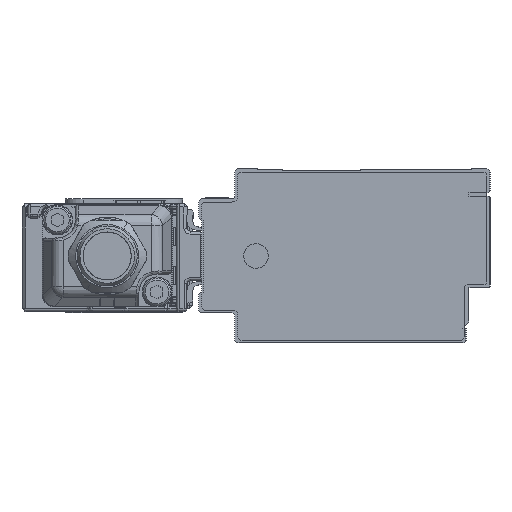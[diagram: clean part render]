
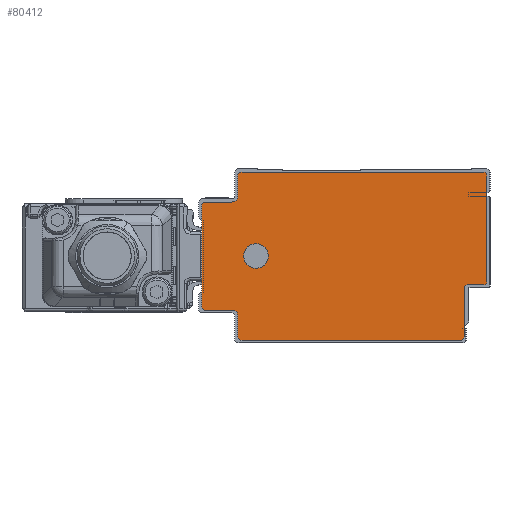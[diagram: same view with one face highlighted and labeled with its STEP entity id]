
A CAD part, left-side view. The second image highlights one B-rep face of the part: STEP entity #80412.
In plain terms, the highlighted planar face has unit normal (-1, 0, 0).
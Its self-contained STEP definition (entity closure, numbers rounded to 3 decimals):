
#78519=AXIS2_PLACEMENT_3D('Circle Axis2P3D',#78517,#78518,$) ;
#78557=AXIS2_PLACEMENT_3D('Circle Axis2P3D',#78555,#78556,$) ;
#78595=AXIS2_PLACEMENT_3D('Circle Axis2P3D',#78593,#78594,$) ;
#78633=AXIS2_PLACEMENT_3D('Circle Axis2P3D',#78631,#78632,$) ;
#80282=AXIS2_PLACEMENT_3D('Circle Axis2P3D',#80280,#80281,$) ;
#80302=AXIS2_PLACEMENT_3D('Plane Axis2P3D',#80299,#80300,#80301) ;
#80306=AXIS2_PLACEMENT_3D('Circle Axis2P3D',#80304,#80305,$) ;
#80320=AXIS2_PLACEMENT_3D('Circle Axis2P3D',#80318,#80319,$) ;
#80334=AXIS2_PLACEMENT_3D('Circle Axis2P3D',#80332,#80333,$) ;
#80348=AXIS2_PLACEMENT_3D('Circle Axis2P3D',#80346,#80347,$) ;
#80362=AXIS2_PLACEMENT_3D('Circle Axis2P3D',#80360,#80361,$) ;
#80396=AXIS2_PLACEMENT_3D('Circle Axis2P3D',#80394,#80395,$) ;
#80405=AXIS2_PLACEMENT_3D('Circle Axis2P3D',#80403,#80404,$) ;
#78475=CARTESIAN_POINT('Line Origine',(-1675.5,-3.5,19.1)) ;
#78479=CARTESIAN_POINT('Vertex',(-1675.5,-3.5,28.)) ;
#78481=CARTESIAN_POINT('Vertex',(-1675.5,-3.5,10.2)) ;
#78517=CARTESIAN_POINT('Axis2P3D Location',(-1675.5,-3.,28.)) ;
#78521=CARTESIAN_POINT('Vertex',(-1675.5,-3.,28.5)) ;
#78536=CARTESIAN_POINT('Line Origine',(-1675.5,17.25,28.5)) ;
#78540=CARTESIAN_POINT('Vertex',(-1675.5,37.5,28.5)) ;
#78555=CARTESIAN_POINT('Axis2P3D Location',(-1675.5,37.5,28.)) ;
#78559=CARTESIAN_POINT('Vertex',(-1675.5,38.,28.)) ;
#78574=CARTESIAN_POINT('Line Origine',(-1675.5,38.,26.25)) ;
#78578=CARTESIAN_POINT('Vertex',(-1675.5,38.,24.5)) ;
#78593=CARTESIAN_POINT('Axis2P3D Location',(-1675.5,39.,24.5)) ;
#78597=CARTESIAN_POINT('Vertex',(-1675.5,39.,23.5)) ;
#78612=CARTESIAN_POINT('Line Origine',(-1675.5,41.25,23.5)) ;
#78616=CARTESIAN_POINT('Vertex',(-1675.5,43.5,23.5)) ;
#78631=CARTESIAN_POINT('Axis2P3D Location',(-1675.5,43.5,23.)) ;
#78635=CARTESIAN_POINT('Vertex',(-1675.5,44.,23.)) ;
#78650=CARTESIAN_POINT('Line Origine',(-1675.5,44.,14.5)) ;
#78654=CARTESIAN_POINT('Vertex',(-1675.5,44.,6.)) ;
#80280=CARTESIAN_POINT('Axis2P3D Location',(-1675.5,-3.,10.2)) ;
#80284=CARTESIAN_POINT('Vertex',(-1675.5,-3.,9.7)) ;
#80299=CARTESIAN_POINT('Axis2P3D Location',(-1675.5,0.,0.)) ;
#80304=CARTESIAN_POINT('Axis2P3D Location',(-1675.5,43.5,6.)) ;
#80308=CARTESIAN_POINT('Vertex',(-1675.5,43.5,5.5)) ;
#80311=CARTESIAN_POINT('Line Origine',(-1675.5,41.25,5.5)) ;
#80315=CARTESIAN_POINT('Vertex',(-1675.5,39.,5.5)) ;
#80318=CARTESIAN_POINT('Axis2P3D Location',(-1675.5,39.,4.5)) ;
#80322=CARTESIAN_POINT('Vertex',(-1675.5,38.,4.5)) ;
#80325=CARTESIAN_POINT('Line Origine',(-1675.5,38.,2.75)) ;
#80329=CARTESIAN_POINT('Vertex',(-1675.5,38.,1.)) ;
#80332=CARTESIAN_POINT('Axis2P3D Location',(-1675.5,37.5,1.)) ;
#80336=CARTESIAN_POINT('Vertex',(-1675.5,37.5,0.5)) ;
#80339=CARTESIAN_POINT('Line Origine',(-1675.5,19.15,0.5)) ;
#80343=CARTESIAN_POINT('Vertex',(-1675.5,0.8,0.5)) ;
#80346=CARTESIAN_POINT('Axis2P3D Location',(-1675.5,0.8,1.)) ;
#80350=CARTESIAN_POINT('Vertex',(-1675.5,0.3,1.)) ;
#80353=CARTESIAN_POINT('Line Origine',(-1675.5,0.3,5.1)) ;
#80357=CARTESIAN_POINT('Vertex',(-1675.5,0.3,9.2)) ;
#80360=CARTESIAN_POINT('Axis2P3D Location',(-1675.5,-0.2,9.2)) ;
#80364=CARTESIAN_POINT('Vertex',(-1675.5,-0.2,9.7)) ;
#80367=CARTESIAN_POINT('Line Origine',(-1675.5,-1.6,9.7)) ;
#80394=CARTESIAN_POINT('Axis2P3D Location',(-1675.5,35.,14.5)) ;
#80398=CARTESIAN_POINT('Vertex',(-1675.5,33.186,13.509)) ;
#80400=CARTESIAN_POINT('Vertex',(-1675.5,36.814,15.491)) ;
#80403=CARTESIAN_POINT('Axis2P3D Location',(-1675.5,35.,14.5)) ;
#78476=DIRECTION('Vector Direction',(0.,0.,-1.)) ;
#78518=DIRECTION('Axis2P3D Direction',(1.,0.,0.)) ;
#78537=DIRECTION('Vector Direction',(0.,1.,0.)) ;
#78556=DIRECTION('Axis2P3D Direction',(1.,0.,0.)) ;
#78575=DIRECTION('Vector Direction',(0.,0.,1.)) ;
#78594=DIRECTION('Axis2P3D Direction',(1.,0.,0.)) ;
#78613=DIRECTION('Vector Direction',(0.,1.,0.)) ;
#78632=DIRECTION('Axis2P3D Direction',(1.,0.,0.)) ;
#78651=DIRECTION('Vector Direction',(0.,0.,1.)) ;
#80281=DIRECTION('Axis2P3D Direction',(1.,0.,0.)) ;
#80300=DIRECTION('Axis2P3D Direction',(1.,0.,0.)) ;
#80301=DIRECTION('Axis2P3D XDirection',(0.,1.,0.)) ;
#80305=DIRECTION('Axis2P3D Direction',(1.,0.,0.)) ;
#80312=DIRECTION('Vector Direction',(0.,-1.,0.)) ;
#80319=DIRECTION('Axis2P3D Direction',(1.,0.,0.)) ;
#80326=DIRECTION('Vector Direction',(0.,0.,1.)) ;
#80333=DIRECTION('Axis2P3D Direction',(1.,0.,0.)) ;
#80340=DIRECTION('Vector Direction',(0.,-1.,0.)) ;
#80347=DIRECTION('Axis2P3D Direction',(1.,0.,0.)) ;
#80354=DIRECTION('Vector Direction',(0.,0.,-1.)) ;
#80361=DIRECTION('Axis2P3D Direction',(1.,0.,0.)) ;
#80368=DIRECTION('Vector Direction',(0.,1.,0.)) ;
#80395=DIRECTION('Axis2P3D Direction',(1.,0.,0.)) ;
#80404=DIRECTION('Axis2P3D Direction',(1.,0.,0.)) ;
#78477=VECTOR('Line Direction',#78476,1.) ;
#78538=VECTOR('Line Direction',#78537,1.) ;
#78576=VECTOR('Line Direction',#78575,1.) ;
#78614=VECTOR('Line Direction',#78613,1.) ;
#78652=VECTOR('Line Direction',#78651,1.) ;
#80313=VECTOR('Line Direction',#80312,1.) ;
#80327=VECTOR('Line Direction',#80326,1.) ;
#80341=VECTOR('Line Direction',#80340,1.) ;
#80355=VECTOR('Line Direction',#80354,1.) ;
#80369=VECTOR('Line Direction',#80368,1.) ;
#80373=ORIENTED_EDGE('',*,*,#78542,.F.) ;
#80374=ORIENTED_EDGE('',*,*,#78561,.F.) ;
#80375=ORIENTED_EDGE('',*,*,#78580,.F.) ;
#80376=ORIENTED_EDGE('',*,*,#78599,.F.) ;
#80377=ORIENTED_EDGE('',*,*,#78618,.F.) ;
#80378=ORIENTED_EDGE('',*,*,#78637,.F.) ;
#80379=ORIENTED_EDGE('',*,*,#78656,.F.) ;
#80380=ORIENTED_EDGE('',*,*,#80310,.F.) ;
#80381=ORIENTED_EDGE('',*,*,#80317,.F.) ;
#80382=ORIENTED_EDGE('',*,*,#80324,.F.) ;
#80383=ORIENTED_EDGE('',*,*,#80331,.F.) ;
#80384=ORIENTED_EDGE('',*,*,#80338,.F.) ;
#80385=ORIENTED_EDGE('',*,*,#80345,.F.) ;
#80386=ORIENTED_EDGE('',*,*,#80352,.F.) ;
#80387=ORIENTED_EDGE('',*,*,#80359,.F.) ;
#80388=ORIENTED_EDGE('',*,*,#80366,.F.) ;
#80389=ORIENTED_EDGE('',*,*,#80371,.F.) ;
#80390=ORIENTED_EDGE('',*,*,#80286,.F.) ;
#80391=ORIENTED_EDGE('',*,*,#78483,.F.) ;
#80392=ORIENTED_EDGE('',*,*,#78523,.F.) ;
#80409=ORIENTED_EDGE('',*,*,#80402,.T.) ;
#80410=ORIENTED_EDGE('',*,*,#80407,.T.) ;
#80411=FACE_BOUND('',#80408,.T.) ;
#80412=ADVANCED_FACE('\X2\FF8EFF9EFF83FF9EFF68FF70\X0\.2',(#80393,#80411),#80303,.F.) ;
#78520=CIRCLE('generated circle',#78519,0.5) ;
#78558=CIRCLE('generated circle',#78557,0.5) ;
#78596=CIRCLE('generated circle',#78595,1.) ;
#78634=CIRCLE('generated circle',#78633,0.5) ;
#80283=CIRCLE('generated circle',#80282,0.5) ;
#80307=CIRCLE('generated circle',#80306,0.5) ;
#80321=CIRCLE('generated circle',#80320,1.) ;
#80335=CIRCLE('generated circle',#80334,0.5) ;
#80349=CIRCLE('generated circle',#80348,0.5) ;
#80363=CIRCLE('generated circle',#80362,0.5) ;
#80397=CIRCLE('generated circle',#80396,2.067) ;
#80406=CIRCLE('generated circle',#80405,2.067) ;
#78483=EDGE_CURVE('',#78480,#78482,#78478,.T.) ;
#78523=EDGE_CURVE('',#78522,#78480,#78520,.T.) ;
#78542=EDGE_CURVE('',#78541,#78522,#78539,.F.) ;
#78561=EDGE_CURVE('',#78560,#78541,#78558,.T.) ;
#78580=EDGE_CURVE('',#78579,#78560,#78577,.T.) ;
#78599=EDGE_CURVE('',#78598,#78579,#78596,.F.) ;
#78618=EDGE_CURVE('',#78617,#78598,#78615,.F.) ;
#78637=EDGE_CURVE('',#78636,#78617,#78634,.T.) ;
#78656=EDGE_CURVE('',#78655,#78636,#78653,.T.) ;
#80286=EDGE_CURVE('',#78482,#80285,#80283,.T.) ;
#80310=EDGE_CURVE('',#80309,#78655,#80307,.T.) ;
#80317=EDGE_CURVE('',#80316,#80309,#80314,.F.) ;
#80324=EDGE_CURVE('',#80323,#80316,#80321,.F.) ;
#80331=EDGE_CURVE('',#80330,#80323,#80328,.T.) ;
#80338=EDGE_CURVE('',#80337,#80330,#80335,.T.) ;
#80345=EDGE_CURVE('',#80344,#80337,#80342,.F.) ;
#80352=EDGE_CURVE('',#80351,#80344,#80349,.T.) ;
#80359=EDGE_CURVE('',#80358,#80351,#80356,.T.) ;
#80366=EDGE_CURVE('',#80365,#80358,#80363,.F.) ;
#80371=EDGE_CURVE('',#80285,#80365,#80370,.T.) ;
#80402=EDGE_CURVE('',#80399,#80401,#80397,.T.) ;
#80407=EDGE_CURVE('',#80401,#80399,#80406,.T.) ;
#80372=EDGE_LOOP('',(#80373,#80374,#80375,#80376,#80377,#80378,#80379,#80380,#80381,#80382,#80383,#80384,#80385,#80386,#80387,#80388,#80389,#80390,#80391,#80392)) ;
#80408=EDGE_LOOP('',(#80409,#80410)) ;
#80393=FACE_OUTER_BOUND('',#80372,.T.) ;
#78478=LINE('Line',#78475,#78477) ;
#78539=LINE('Line',#78536,#78538) ;
#78577=LINE('Line',#78574,#78576) ;
#78615=LINE('Line',#78612,#78614) ;
#78653=LINE('Line',#78650,#78652) ;
#80314=LINE('Line',#80311,#80313) ;
#80328=LINE('Line',#80325,#80327) ;
#80342=LINE('Line',#80339,#80341) ;
#80356=LINE('Line',#80353,#80355) ;
#80370=LINE('Line',#80367,#80369) ;
#80303=PLANE('Plane',#80302) ;
#78480=VERTEX_POINT('',#78479) ;
#78482=VERTEX_POINT('',#78481) ;
#78522=VERTEX_POINT('',#78521) ;
#78541=VERTEX_POINT('',#78540) ;
#78560=VERTEX_POINT('',#78559) ;
#78579=VERTEX_POINT('',#78578) ;
#78598=VERTEX_POINT('',#78597) ;
#78617=VERTEX_POINT('',#78616) ;
#78636=VERTEX_POINT('',#78635) ;
#78655=VERTEX_POINT('',#78654) ;
#80285=VERTEX_POINT('',#80284) ;
#80309=VERTEX_POINT('',#80308) ;
#80316=VERTEX_POINT('',#80315) ;
#80323=VERTEX_POINT('',#80322) ;
#80330=VERTEX_POINT('',#80329) ;
#80337=VERTEX_POINT('',#80336) ;
#80344=VERTEX_POINT('',#80343) ;
#80351=VERTEX_POINT('',#80350) ;
#80358=VERTEX_POINT('',#80357) ;
#80365=VERTEX_POINT('',#80364) ;
#80399=VERTEX_POINT('',#80398) ;
#80401=VERTEX_POINT('',#80400) ;
